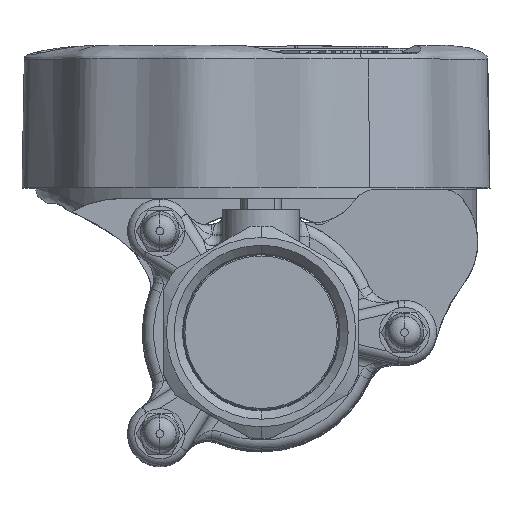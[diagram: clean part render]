
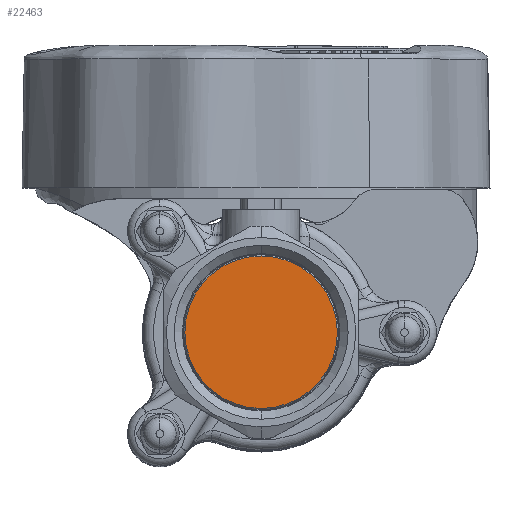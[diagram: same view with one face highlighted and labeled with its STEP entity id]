
A CAD part, top view. The second image highlights one B-rep face of the part: STEP entity #22463.
In plain terms, the highlighted planar face has unit normal (0, 0, 1).
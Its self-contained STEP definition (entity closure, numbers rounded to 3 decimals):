
#154 = FACE_OUTER_BOUND ( 'NONE', #22120, .T. ) ;
#2044 = AXIS2_PLACEMENT_3D ( 'NONE', #48443, #48846, #25261 ) ;
#5693 = ORIENTED_EDGE ( 'NONE', *, *, #21521, .T. ) ;
#9418 = CARTESIAN_POINT ( 'NONE',  ( 0., 0., 71.481 ) ) ;
#13454 = PLANE ( 'NONE',  #2044 ) ;
#21249 = VERTEX_POINT ( 'NONE', #25559 ) ;
#21521 = EDGE_CURVE ( 'NONE', #21249, #51936, #73048, .T. ) ;
#22120 = EDGE_LOOP ( 'NONE', ( #62072, #5693 ) ) ;
#22463 = ADVANCED_FACE ( 'NONE', ( #154 ), #13454, .T. ) ;
#24076 = CARTESIAN_POINT ( 'NONE',  ( 0., -14.9, 71.481 ) ) ;
#25261 = DIRECTION ( 'NONE',  ( 0., 1., 0. ) ) ;
#25559 = CARTESIAN_POINT ( 'NONE',  ( 0., 14.9, 71.481 ) ) ;
#29145 = AXIS2_PLACEMENT_3D ( 'NONE', #9418, #33410, #57358 ) ;
#33410 = DIRECTION ( 'NONE',  ( 0., 0., 1. ) ) ;
#34093 = CARTESIAN_POINT ( 'NONE',  ( 0., 0., 71.481 ) ) ;
#39819 = AXIS2_PLACEMENT_3D ( 'NONE', #34093, #39992, #59189 ) ;
#39992 = DIRECTION ( 'NONE',  ( 0., 0., 1. ) ) ;
#48443 = CARTESIAN_POINT ( 'NONE',  ( 0., 11.95, 71.481 ) ) ;
#48846 = DIRECTION ( 'NONE',  ( 0., 0., 1. ) ) ;
#51936 = VERTEX_POINT ( 'NONE', #24076 ) ;
#57358 = DIRECTION ( 'NONE',  ( 0., 1., 0. ) ) ;
#59189 = DIRECTION ( 'NONE',  ( 0., 1., 0. ) ) ;
#61632 = EDGE_CURVE ( 'NONE', #51936, #21249, #73841, .T. ) ;
#62072 = ORIENTED_EDGE ( 'NONE', *, *, #61632, .T. ) ;
#73048 = CIRCLE ( 'NONE', #29145, 14.9 ) ;
#73841 = CIRCLE ( 'NONE', #39819, 14.9 ) ;
